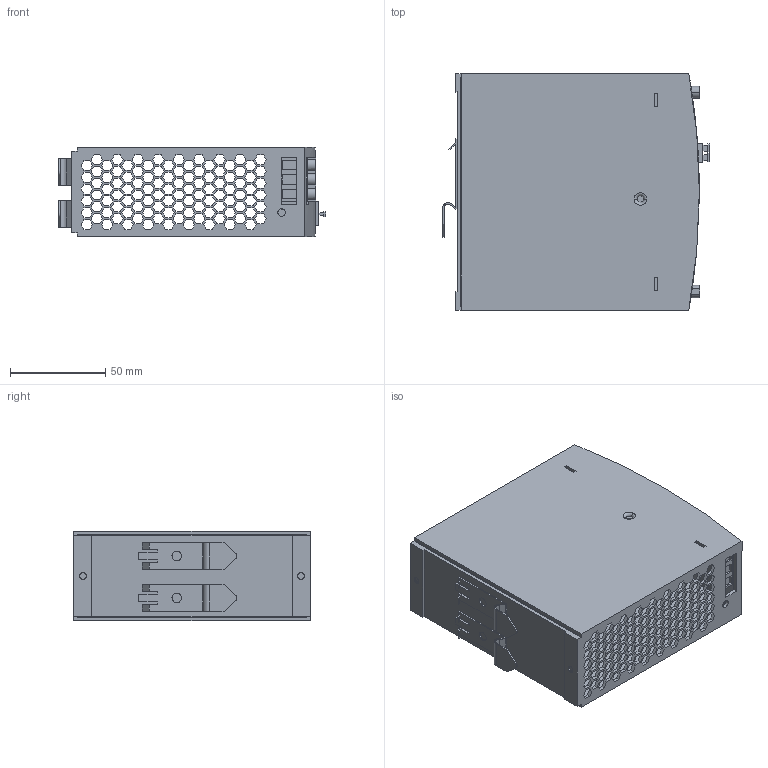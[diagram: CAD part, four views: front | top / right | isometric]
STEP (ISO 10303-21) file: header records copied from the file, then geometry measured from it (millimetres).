
FILE_DESCRIPTION (( 'STEP AP214' ), '1' );
FILE_NAME ('F648DRL-7.62-3P+6.35-4P-Ž§DC OK.STEP', '2025-04-25T08:25:49', ( '' ), ( '' ), 'SwSTEP 2.0', 'SolidWorks 2020', '' );
FILE_SCHEMA (( 'AUTOMOTIVE_DESIGN' ));
Length unit declared in the file: millimetre
Products named in the file (1): F648DRL-7.62-3P+6.35-4P-而DC OK
Bounding box: 140.22 x 124 x 47 mm (x, y, z)
Volume: 90037 mm3; surface area: 106878.5 mm2
Topology: 3 solids, 3 shells, 1645 faces, 4779 edges, 3172 vertices
Faces by surface type: plane 1574, cylinder 61, torus 10
Entity records: 55137 total; most frequent: CARTESIAN_POINT 9829, ORIENTED_EDGE 9558, DIRECTION 8237, EDGE_CURVE 4779, LINE 4597, VECTOR 4597, VERTEX_POINT 3172, EDGE_LOOP 2143
